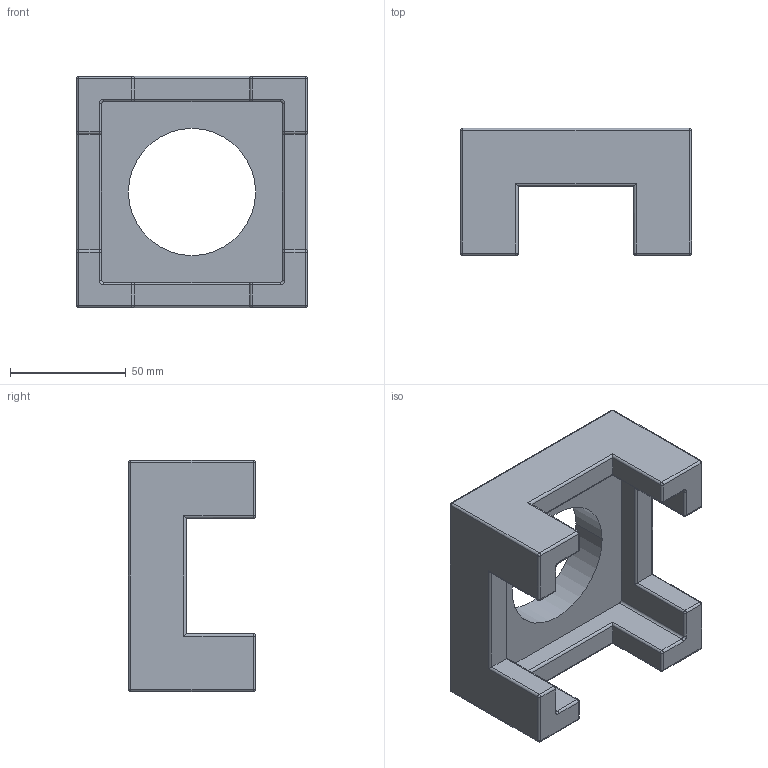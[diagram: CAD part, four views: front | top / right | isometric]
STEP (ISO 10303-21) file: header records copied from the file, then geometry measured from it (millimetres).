
FILE_DESCRIPTION((''),'2;1');
FILE_NAME('DH3-RD009090-L001','2025-07-03T10:24:22',('545161'),(''),'CREO PARAMETRIC BY PTC INC, 2020184','CREO PARAMETRIC BY PTC INC, 2020184','');
FILE_SCHEMA(('AUTOMOTIVE_DESIGN { 1 0 10303 214 1 1 1 1 }'));
Length unit declared in the file: millimetre
Products named in the file (1): DH3-RD009090-L001
Bounding box: 100 x 55 x 100 mm (x, y, z)
Volume: 207410.3 mm3; surface area: 41949.3 mm2
Topology: 1 solids, 1 shells, 116 faces, 246 edges, 132 vertices
Faces by surface type: cylinder 62, plane 26, sphere 24, torus 4
Entity records: 3904 total; most frequent: CARTESIAN_POINT 608, DIRECTION 558, ORIENTED_EDGE 492, PRESENTATION_STYLE_ASSIGNMENT 247, STYLED_ITEM 247, CURVE_STYLE 246, EDGE_CURVE 246, AXIS2_PLACEMENT_3D 212
